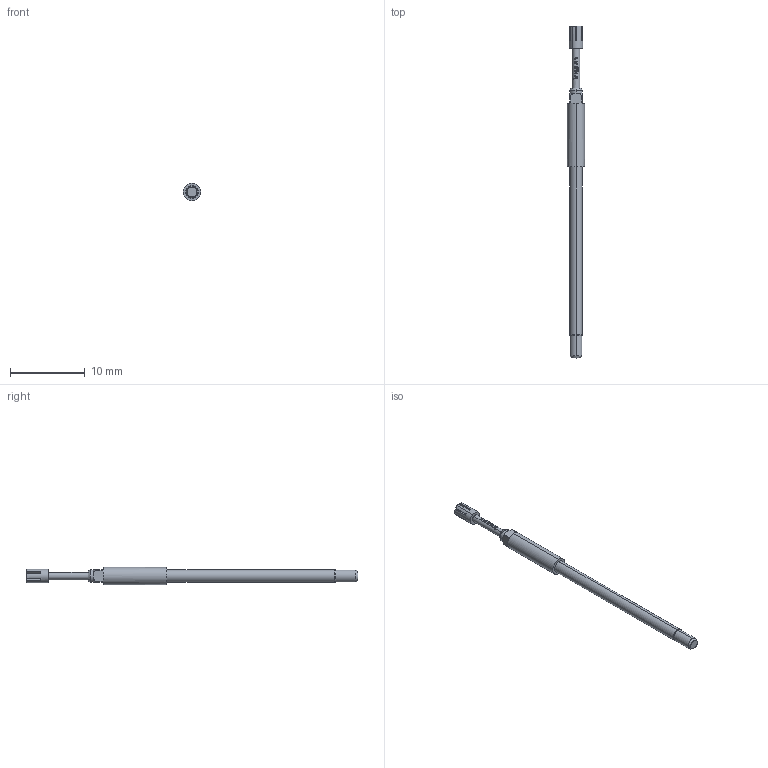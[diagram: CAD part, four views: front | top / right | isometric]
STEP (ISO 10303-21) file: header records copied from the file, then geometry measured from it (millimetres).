
FILE_DESCRIPTION (( 'STEP AP203' ), '1' );
FILE_NAME ('INGUN_GKS-112_319_180_A_xx10_M.STEP', '2022-01-20T06:29:57', ( 'ochi' ), ( '' ), 'SwSTEP 2.0', 'SolidWorks 2018', '' );
FILE_SCHEMA (( 'CONFIG_CONTROL_DESIGN' ));
Length unit declared in the file: millimetre
Products named in the file (1): INGUN_GKS-112_319_180_A_xx10_M
Bounding box: 2.3 x 44.3 x 2.3 mm (x, y, z)
Volume: 103.7 mm3; surface area: 260.1 mm2
Topology: 1 solids, 1 shells, 129 faces, 341 edges, 222 vertices
Faces by surface type: plane 65, bspline 22, cone 22, cylinder 18, torus 2
Entity records: 4408 total; most frequent: CARTESIAN_POINT 1343, ORIENTED_EDGE 682, DIRECTION 537, EDGE_CURVE 341, VERTEX_POINT 222, AXIS2_PLACEMENT_3D 208, EDGE_LOOP 137, FACE_OUTER_BOUND 129
